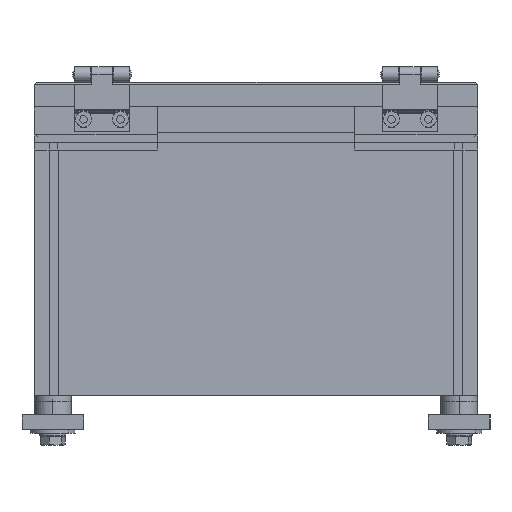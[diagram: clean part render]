
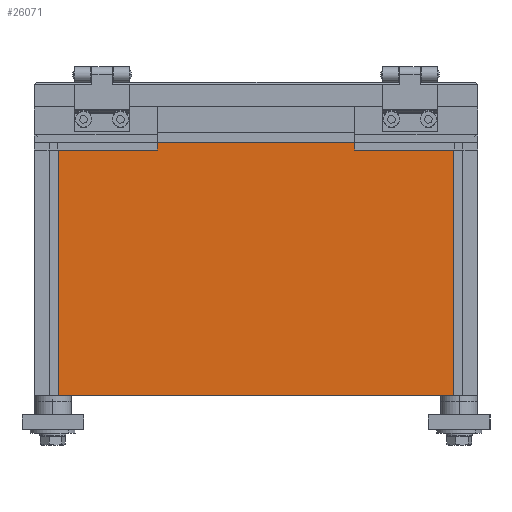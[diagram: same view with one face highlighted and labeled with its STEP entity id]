
A CAD part, left-side view. The second image highlights one B-rep face of the part: STEP entity #26071.
In plain terms, the highlighted planar face has unit normal (-1, 0, 0).
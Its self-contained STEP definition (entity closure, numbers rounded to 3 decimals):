
#24 = VERTEX_POINT ( 'NONE', #12901 ) ;
#673 = LINE ( 'NONE', #17963, #5589 ) ;
#1199 = CARTESIAN_POINT ( 'NONE',  ( -180., 180., 0. ) ) ;
#1449 = EDGE_CURVE ( 'NONE', #10778, #11528, #25620, .T. ) ;
#1718 = ORIENTED_EDGE ( 'NONE', *, *, #16824, .F. ) ;
#2245 = DIRECTION ( 'NONE',  ( 0., 0., -1. ) ) ;
#2256 = VECTOR ( 'NONE', #13669, 1000. ) ;
#2387 = LINE ( 'NONE', #22216, #23374 ) ;
#2766 = VECTOR ( 'NONE', #12111, 1000. ) ;
#3316 = DIRECTION ( 'NONE',  ( 0., -1., 0. ) ) ;
#3663 = CARTESIAN_POINT ( 'NONE',  ( -180., -80., 199. ) ) ;
#4281 = CARTESIAN_POINT ( 'NONE',  ( -180., -160., 199. ) ) ;
#5022 = LINE ( 'NONE', #19803, #25960 ) ;
#5136 = CARTESIAN_POINT ( 'NONE',  ( -180., 180., 199. ) ) ;
#5205 = LINE ( 'NONE', #18176, #10149 ) ;
#5589 = VECTOR ( 'NONE', #15874, 1000. ) ;
#5859 = ORIENTED_EDGE ( 'NONE', *, *, #18565, .F. ) ;
#6250 = ORIENTED_EDGE ( 'NONE', *, *, #19133, .F. ) ;
#6509 = LINE ( 'NONE', #7232, #12088 ) ;
#7232 = CARTESIAN_POINT ( 'NONE',  ( -180., 540.001, 205. ) ) ;
#7615 = ORIENTED_EDGE ( 'NONE', *, *, #1449, .T. ) ;
#8992 = CARTESIAN_POINT ( 'NONE',  ( -180., 160., 0. ) ) ;
#9049 = FACE_OUTER_BOUND ( 'NONE', #21908, .T. ) ;
#10149 = VECTOR ( 'NONE', #11843, 1000. ) ;
#10597 = ORIENTED_EDGE ( 'NONE', *, *, #18677, .T. ) ;
#10663 = CARTESIAN_POINT ( 'NONE',  ( -180., 80., 205. ) ) ;
#10778 = VERTEX_POINT ( 'NONE', #8992 ) ;
#11528 = VERTEX_POINT ( 'NONE', #13326 ) ;
#11706 = DIRECTION ( 'NONE',  ( 0., 0., 1. ) ) ;
#11843 = DIRECTION ( 'NONE',  ( 0., 0., 1. ) ) ;
#12088 = VECTOR ( 'NONE', #19812, 1000. ) ;
#12111 = DIRECTION ( 'NONE',  ( 0., 0., -1. ) ) ;
#12720 = PLANE ( 'NONE',  #22740 ) ;
#12819 = CARTESIAN_POINT ( 'NONE',  ( -180., 160., 199. ) ) ;
#12901 = CARTESIAN_POINT ( 'NONE',  ( -180., -80., 199. ) ) ;
#13326 = CARTESIAN_POINT ( 'NONE',  ( -180., -160., 0. ) ) ;
#13669 = DIRECTION ( 'NONE',  ( 0., -1., 0. ) ) ;
#14207 = EDGE_CURVE ( 'NONE', #14261, #24, #20849, .T. ) ;
#14261 = VERTEX_POINT ( 'NONE', #26796 ) ;
#14747 = CARTESIAN_POINT ( 'NONE',  ( -180., 180., 234. ) ) ;
#14840 = DIRECTION ( 'NONE',  ( 1., 0., 0. ) ) ;
#14964 = VERTEX_POINT ( 'NONE', #12819 ) ;
#15440 = EDGE_CURVE ( 'NONE', #14964, #10778, #5022, .T. ) ;
#15529 = EDGE_CURVE ( 'NONE', #25845, #20703, #2387, .T. ) ;
#15874 = DIRECTION ( 'NONE',  ( 0., -1., 0. ) ) ;
#16824 = EDGE_CURVE ( 'NONE', #24, #24331, #673, .T. ) ;
#17578 = ORIENTED_EDGE ( 'NONE', *, *, #15440, .T. ) ;
#17670 = DIRECTION ( 'NONE',  ( 0., 0., -1. ) ) ;
#17963 = CARTESIAN_POINT ( 'NONE',  ( -180., -180., 199. ) ) ;
#18176 = CARTESIAN_POINT ( 'NONE',  ( -180., -160., 234. ) ) ;
#18565 = EDGE_CURVE ( 'NONE', #14964, #25845, #24541, .T. ) ;
#18677 = EDGE_CURVE ( 'NONE', #11528, #24331, #5205, .T. ) ;
#19117 = ORIENTED_EDGE ( 'NONE', *, *, #15529, .F. ) ;
#19133 = EDGE_CURVE ( 'NONE', #20703, #14261, #6509, .T. ) ;
#19803 = CARTESIAN_POINT ( 'NONE',  ( -180., 160., 234. ) ) ;
#19812 = DIRECTION ( 'NONE',  ( 0., -1., 0. ) ) ;
#20111 = VECTOR ( 'NONE', #3316, 1000. ) ;
#20703 = VERTEX_POINT ( 'NONE', #10663 ) ;
#20849 = LINE ( 'NONE', #3663, #2766 ) ;
#21908 = EDGE_LOOP ( 'NONE', ( #19117, #5859, #17578, #7615, #10597, #1718, #24394, #6250 ) ) ;
#22216 = CARTESIAN_POINT ( 'NONE',  ( -180., 80., 199. ) ) ;
#22740 = AXIS2_PLACEMENT_3D ( 'NONE', #14747, #14840, #2245 ) ;
#23374 = VECTOR ( 'NONE', #11706, 1000. ) ;
#24331 = VERTEX_POINT ( 'NONE', #4281 ) ;
#24338 = CARTESIAN_POINT ( 'NONE',  ( -180., 80., 199. ) ) ;
#24394 = ORIENTED_EDGE ( 'NONE', *, *, #14207, .F. ) ;
#24541 = LINE ( 'NONE', #5136, #2256 ) ;
#25620 = LINE ( 'NONE', #1199, #20111 ) ;
#25845 = VERTEX_POINT ( 'NONE', #24338 ) ;
#25960 = VECTOR ( 'NONE', #17670, 1000. ) ;
#26071 = ADVANCED_FACE ( 'NONE', ( #9049 ), #12720, .F. ) ;
#26796 = CARTESIAN_POINT ( 'NONE',  ( -180., -80., 205. ) ) ;
